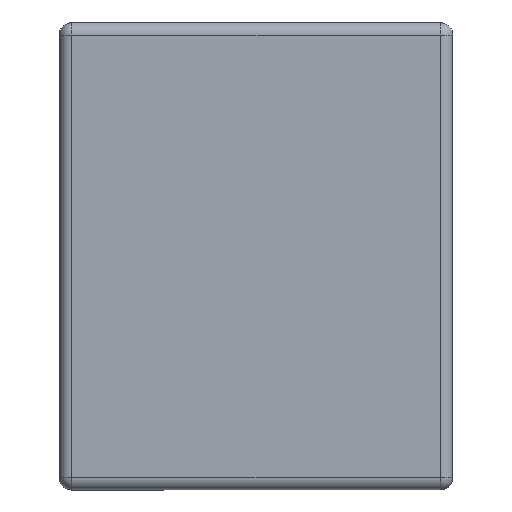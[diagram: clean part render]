
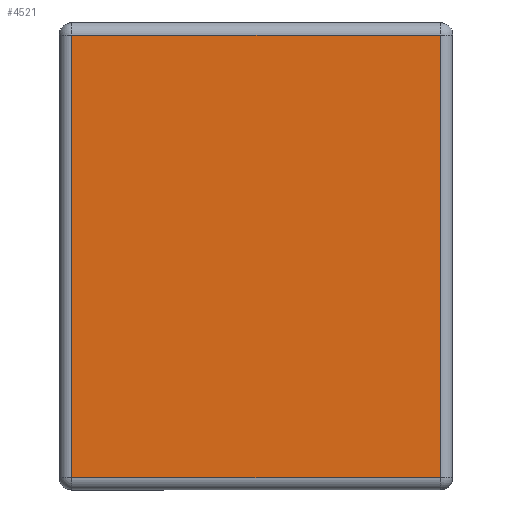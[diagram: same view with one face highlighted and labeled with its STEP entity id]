
A CAD part, left-side view. The second image highlights one B-rep face of the part: STEP entity #4521.
In plain terms, the highlighted face is planar.
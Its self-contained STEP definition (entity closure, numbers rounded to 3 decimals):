
#441=PLANE('',#4882);
#549=FACE_OUTER_BOUND('',#795,.T.);
#795=EDGE_LOOP('',(#3159,#3160,#3161,#3162));
#1040=LINE('',#5974,#1448);
#1043=LINE('',#5996,#1451);
#1048=LINE('',#6006,#1456);
#1050=LINE('',#6009,#1458);
#1448=VECTOR('',#5130,10.);
#1451=VECTOR('',#5155,10.);
#1456=VECTOR('',#5166,10.);
#1458=VECTOR('',#5170,10.);
#1901=VERTEX_POINT('',#5962);
#1904=VERTEX_POINT('',#5969);
#1906=VERTEX_POINT('',#5977);
#1910=VERTEX_POINT('',#5989);
#2382=EDGE_CURVE('',#1901,#1904,#1040,.T.);
#2392=EDGE_CURVE('',#1910,#1906,#1043,.T.);
#2398=EDGE_CURVE('',#1904,#1910,#1048,.T.);
#2400=EDGE_CURVE('',#1906,#1901,#1050,.T.);
#3159=ORIENTED_EDGE('',*,*,#2392,.F.);
#3160=ORIENTED_EDGE('',*,*,#2398,.F.);
#3161=ORIENTED_EDGE('',*,*,#2382,.F.);
#3162=ORIENTED_EDGE('',*,*,#2400,.F.);
#4521=ADVANCED_FACE('',(#549),#441,.T.);
#4882=AXIS2_PLACEMENT_3D('',#6026,#5189,#5190);
#5130=DIRECTION('',(0.,0.,1.));
#5155=DIRECTION('',(0.,0.,-1.));
#5166=DIRECTION('',(0.,1.,0.));
#5170=DIRECTION('',(0.,-1.,0.));
#5189=DIRECTION('center_axis',(1.,0.,0.));
#5190=DIRECTION('ref_axis',(0.,1.,0.));
#5962=CARTESIAN_POINT('',(0.3,-0.658,0.05));
#5969=CARTESIAN_POINT('',(0.3,-0.658,1.85));
#5974=CARTESIAN_POINT('',(0.3,-0.658,0.));
#5977=CARTESIAN_POINT('',(0.3,0.842,0.05));
#5989=CARTESIAN_POINT('',(0.3,0.842,1.85));
#5996=CARTESIAN_POINT('',(0.3,0.842,0.));
#6006=CARTESIAN_POINT('',(0.3,-0.308,1.85));
#6009=CARTESIAN_POINT('',(0.3,-0.308,0.05));
#6026=CARTESIAN_POINT('Origin',(0.3,-0.708,0.));
